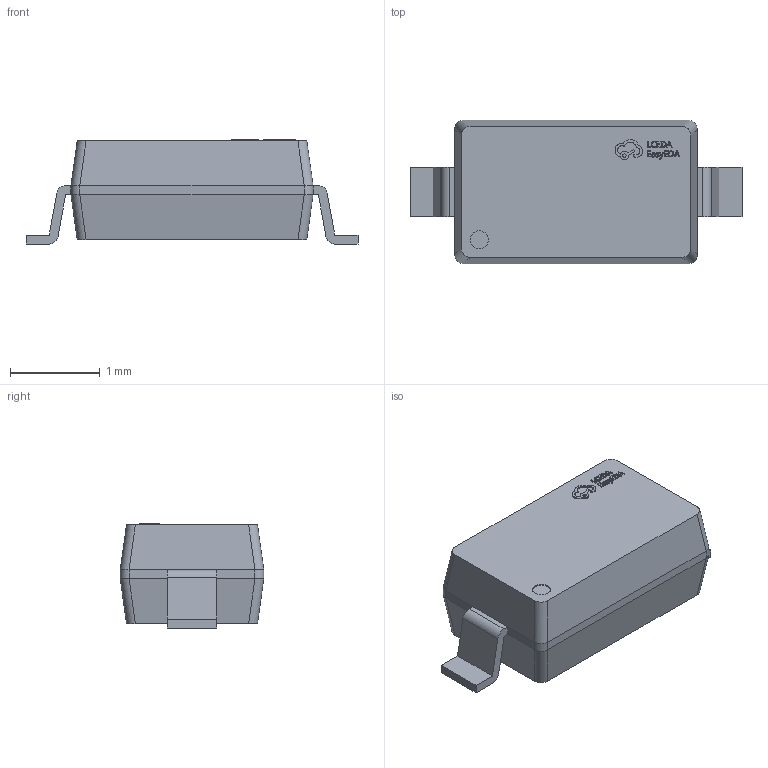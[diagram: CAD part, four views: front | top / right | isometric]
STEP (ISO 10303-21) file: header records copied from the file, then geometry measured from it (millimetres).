
FILE_DESCRIPTION (( 'STEP AP214' ), '1' );
FILE_NAME ('SOD-123_L2.7-W1.6-LS3.7-BI.STEP', '2022-06-28T14:56:39', ( '微软用户' ), ( '微软中国' ), 'SwSTEP 2.0', 'SolidWorks 2020', '' );
FILE_SCHEMA (( 'AUTOMOTIVE_DESIGN' ));
Length unit declared in the file: millimetre
Products named in the file (1): SOD-123_L2.7-W1.6-LS3.7-BI
Bounding box: 3.7 x 1.6 x 1.16 mm (x, y, z)
Volume: 4.5 mm3; surface area: 19 mm2
Topology: 1 solids, 1 shells, 277 faces, 757 edges, 502 vertices
Faces by surface type: plane 161, bspline 98, cylinder 18
Entity records: 12272 total; most frequent: CARTESIAN_POINT 2939, ORIENTED_EDGE 1514, DIRECTION 897, EDGE_CURVE 757, LINE 513, VECTOR 513, VERTEX_POINT 502, EDGE_LOOP 297
